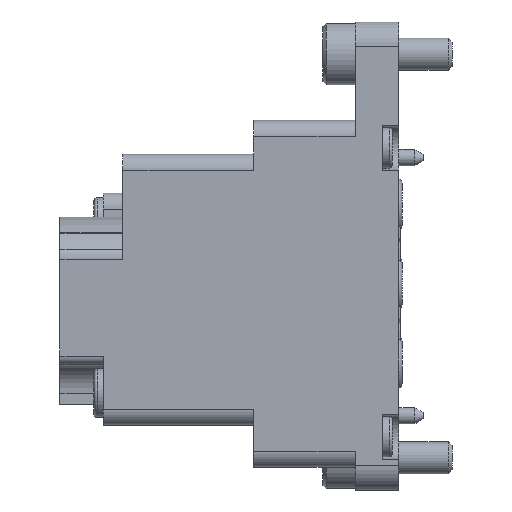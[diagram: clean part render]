
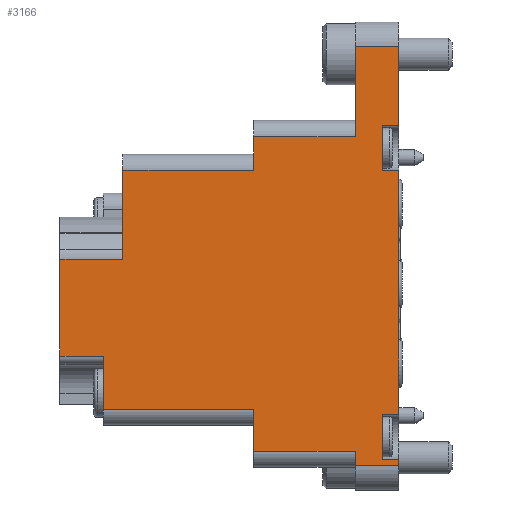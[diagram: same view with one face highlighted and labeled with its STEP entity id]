
A CAD part, left-side view. The second image highlights one B-rep face of the part: STEP entity #3166.
In plain terms, the highlighted planar face has unit normal (-1, 0, 0).
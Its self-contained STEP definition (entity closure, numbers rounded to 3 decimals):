
#121=LINE('',#4783,#414);
#131=LINE('',#4815,#424);
#134=LINE('',#4823,#427);
#135=LINE('',#4833,#428);
#136=LINE('',#4835,#429);
#137=LINE('',#4837,#430);
#138=LINE('',#4839,#431);
#139=LINE('',#4840,#432);
#140=LINE('',#4842,#433);
#141=LINE('',#4844,#434);
#142=LINE('',#4846,#435);
#143=LINE('',#4848,#436);
#144=LINE('',#4850,#437);
#145=LINE('',#4852,#438);
#146=LINE('',#4854,#439);
#147=LINE('',#4856,#440);
#148=LINE('',#4858,#441);
#149=LINE('',#4860,#442);
#150=LINE('',#4862,#443);
#151=LINE('',#4864,#444);
#152=LINE('',#4866,#445);
#153=LINE('',#4868,#446);
#154=LINE('',#4869,#447);
#155=LINE('',#4871,#448);
#414=VECTOR('',#3773,1000.);
#424=VECTOR('',#3795,1000.);
#427=VECTOR('',#3800,1000.);
#428=VECTOR('',#3811,1000.);
#429=VECTOR('',#3812,1000.);
#430=VECTOR('',#3813,1000.);
#431=VECTOR('',#3814,1000.);
#432=VECTOR('',#3815,1000.);
#433=VECTOR('',#3816,1000.);
#434=VECTOR('',#3817,1000.);
#435=VECTOR('',#3818,1000.);
#436=VECTOR('',#3819,1000.);
#437=VECTOR('',#3820,1000.);
#438=VECTOR('',#3821,1000.);
#439=VECTOR('',#3822,1000.);
#440=VECTOR('',#3823,1000.);
#441=VECTOR('',#3824,1000.);
#442=VECTOR('',#3825,1000.);
#443=VECTOR('',#3826,1000.);
#444=VECTOR('',#3827,1000.);
#445=VECTOR('',#3828,1000.);
#446=VECTOR('',#3829,1000.);
#447=VECTOR('',#3830,1000.);
#448=VECTOR('',#3831,1000.);
#749=ORIENTED_EDGE('',*,*,#1669,.T.);
#750=ORIENTED_EDGE('',*,*,#1664,.T.);
#751=ORIENTED_EDGE('',*,*,#1670,.F.);
#752=ORIENTED_EDGE('',*,*,#1671,.T.);
#753=ORIENTED_EDGE('',*,*,#1672,.T.);
#754=ORIENTED_EDGE('',*,*,#1660,.T.);
#755=ORIENTED_EDGE('',*,*,#1673,.F.);
#756=ORIENTED_EDGE('',*,*,#1674,.F.);
#757=ORIENTED_EDGE('',*,*,#1675,.F.);
#758=ORIENTED_EDGE('',*,*,#1676,.F.);
#759=ORIENTED_EDGE('',*,*,#1677,.F.);
#760=ORIENTED_EDGE('',*,*,#1678,.F.);
#761=ORIENTED_EDGE('',*,*,#1679,.T.);
#762=ORIENTED_EDGE('',*,*,#1680,.F.);
#763=ORIENTED_EDGE('',*,*,#1681,.F.);
#764=ORIENTED_EDGE('',*,*,#1682,.F.);
#765=ORIENTED_EDGE('',*,*,#1683,.T.);
#766=ORIENTED_EDGE('',*,*,#1684,.F.);
#767=ORIENTED_EDGE('',*,*,#1685,.T.);
#768=ORIENTED_EDGE('',*,*,#1686,.F.);
#769=ORIENTED_EDGE('',*,*,#1687,.T.);
#770=ORIENTED_EDGE('',*,*,#1644,.T.);
#771=ORIENTED_EDGE('',*,*,#1688,.F.);
#772=ORIENTED_EDGE('',*,*,#1689,.T.);
#1644=EDGE_CURVE('',#2105,#2104,#121,.T.);
#1660=EDGE_CURVE('',#2121,#2120,#131,.T.);
#1664=EDGE_CURVE('',#2101,#2124,#134,.T.);
#1669=EDGE_CURVE('',#2129,#2101,#135,.T.);
#1670=EDGE_CURVE('',#2130,#2124,#136,.T.);
#1671=EDGE_CURVE('',#2130,#2131,#137,.T.);
#1672=EDGE_CURVE('',#2131,#2121,#138,.T.);
#1673=EDGE_CURVE('',#2132,#2120,#139,.T.);
#1674=EDGE_CURVE('',#2133,#2132,#140,.T.);
#1675=EDGE_CURVE('',#2134,#2133,#141,.T.);
#1676=EDGE_CURVE('',#2135,#2134,#142,.T.);
#1677=EDGE_CURVE('',#2136,#2135,#143,.T.);
#1678=EDGE_CURVE('',#2137,#2136,#144,.T.);
#1679=EDGE_CURVE('',#2137,#2138,#145,.T.);
#1680=EDGE_CURVE('',#2139,#2138,#146,.T.);
#1681=EDGE_CURVE('',#2140,#2139,#147,.T.);
#1682=EDGE_CURVE('',#2141,#2140,#148,.T.);
#1683=EDGE_CURVE('',#2141,#2142,#149,.T.);
#1684=EDGE_CURVE('',#2143,#2142,#150,.T.);
#1685=EDGE_CURVE('',#2143,#2144,#151,.T.);
#1686=EDGE_CURVE('',#2145,#2144,#152,.T.);
#1687=EDGE_CURVE('',#2145,#2105,#153,.T.);
#1688=EDGE_CURVE('',#2146,#2104,#154,.T.);
#1689=EDGE_CURVE('',#2146,#2129,#155,.T.);
#2101=VERTEX_POINT('',#4777);
#2104=VERTEX_POINT('',#4782);
#2105=VERTEX_POINT('',#4784);
#2120=VERTEX_POINT('',#4814);
#2121=VERTEX_POINT('',#4816);
#2124=VERTEX_POINT('',#4822);
#2129=VERTEX_POINT('',#4834);
#2130=VERTEX_POINT('',#4836);
#2131=VERTEX_POINT('',#4838);
#2132=VERTEX_POINT('',#4841);
#2133=VERTEX_POINT('',#4843);
#2134=VERTEX_POINT('',#4845);
#2135=VERTEX_POINT('',#4847);
#2136=VERTEX_POINT('',#4849);
#2137=VERTEX_POINT('',#4851);
#2138=VERTEX_POINT('',#4853);
#2139=VERTEX_POINT('',#4855);
#2140=VERTEX_POINT('',#4857);
#2141=VERTEX_POINT('',#4859);
#2142=VERTEX_POINT('',#4861);
#2143=VERTEX_POINT('',#4863);
#2144=VERTEX_POINT('',#4865);
#2145=VERTEX_POINT('',#4867);
#2146=VERTEX_POINT('',#4870);
#2564=EDGE_LOOP('',(#749,#750,#751,#752,#753,#754,#755,#756,#757,#758,#759,
#760,#761,#762,#763,#764,#765,#766,#767,#768,#769,#770,#771,#772));
#2812=FACE_BOUND('',#2564,.T.);
#3055=PLANE('',#3401);
#3166=ADVANCED_FACE('',(#2812),#3055,.F.);
#3401=AXIS2_PLACEMENT_3D('',#4832,#3809,#3810);
#3773=DIRECTION('',(0.,0.,1.));
#3795=DIRECTION('',(0.,0.,1.));
#3800=DIRECTION('',(0.,0.,1.));
#3809=DIRECTION('',(1.,0.,0.));
#3810=DIRECTION('',(0.,0.,-1.));
#3811=DIRECTION('',(0.,-1.,0.));
#3812=DIRECTION('',(0.,-1.,0.));
#3813=DIRECTION('',(0.,0.,1.));
#3814=DIRECTION('',(0.,-1.,0.));
#3815=DIRECTION('',(0.,-1.,0.));
#3816=DIRECTION('',(0.,0.,1.));
#3817=DIRECTION('',(0.,-1.,0.));
#3818=DIRECTION('',(0.,0.,1.));
#3819=DIRECTION('',(0.,-1.,0.));
#3820=DIRECTION('',(0.,0.,1.));
#3821=DIRECTION('',(0.,1.,0.));
#3822=DIRECTION('',(0.,0.,1.));
#3823=DIRECTION('',(0.,1.,0.));
#3824=DIRECTION('',(0.,0.,1.));
#3825=DIRECTION('',(0.,-1.,0.));
#3826=DIRECTION('',(0.,0.,1.));
#3827=DIRECTION('',(0.,-1.,0.));
#3828=DIRECTION('',(0.,0.,1.));
#3829=DIRECTION('',(0.,-1.,0.));
#3830=DIRECTION('',(0.,-1.,0.));
#3831=DIRECTION('',(0.,0.,1.));
#4777=CARTESIAN_POINT('',(-5.,0.,-9.8));
#4782=CARTESIAN_POINT('',(-5.,0.,-12.6));
#4783=CARTESIAN_POINT('',(-5.,0.,-14.5));
#4784=CARTESIAN_POINT('',(-5.,0.,-13.));
#4814=CARTESIAN_POINT('',(-5.,0.,13.));
#4815=CARTESIAN_POINT('',(-5.,0.,-14.5));
#4816=CARTESIAN_POINT('',(-5.,0.,8.1));
#4822=CARTESIAN_POINT('',(-5.,0.,5.3));
#4823=CARTESIAN_POINT('',(-5.,0.,-14.5));
#4832=CARTESIAN_POINT('',(-5.,2.7,-14.5));
#4833=CARTESIAN_POINT('',(-5.,1.,-9.8));
#4834=CARTESIAN_POINT('',(-5.,1.,-9.8));
#4835=CARTESIAN_POINT('',(-5.,1.,5.3));
#4836=CARTESIAN_POINT('',(-5.,1.,5.3));
#4837=CARTESIAN_POINT('',(-5.,1.,5.3));
#4838=CARTESIAN_POINT('',(-5.,1.,8.1));
#4839=CARTESIAN_POINT('',(-5.,1.,8.1));
#4840=CARTESIAN_POINT('',(-5.,2.7,13.));
#4841=CARTESIAN_POINT('',(-5.,2.7,13.));
#4842=CARTESIAN_POINT('',(-5.,2.7,-14.5));
#4843=CARTESIAN_POINT('',(-5.,2.7,7.4));
#4844=CARTESIAN_POINT('',(-5.,9.,7.4));
#4845=CARTESIAN_POINT('',(-5.,9.,7.4));
#4846=CARTESIAN_POINT('',(-5.,9.,-14.1));
#4847=CARTESIAN_POINT('',(-5.,9.,5.3));
#4848=CARTESIAN_POINT('',(-5.,21.,5.3));
#4849=CARTESIAN_POINT('',(-5.,17.1,5.3));
#4850=CARTESIAN_POINT('',(-5.,17.1,-0.2));
#4851=CARTESIAN_POINT('',(-5.,17.1,-0.2));
#4852=CARTESIAN_POINT('',(-5.,17.1,-0.2));
#4853=CARTESIAN_POINT('',(-5.,21.,-0.2));
#4854=CARTESIAN_POINT('',(-5.,21.,-10.5));
#4855=CARTESIAN_POINT('',(-5.,21.,-6.2));
#4856=CARTESIAN_POINT('',(-5.,18.3,-6.2));
#4857=CARTESIAN_POINT('',(-5.,18.3,-6.2));
#4858=CARTESIAN_POINT('',(-5.,18.3,-10.5));
#4859=CARTESIAN_POINT('',(-5.,18.3,-9.5));
#4860=CARTESIAN_POINT('',(-5.,21.,-9.5));
#4861=CARTESIAN_POINT('',(-5.,9.,-9.5));
#4862=CARTESIAN_POINT('',(-5.,9.,-14.1));
#4863=CARTESIAN_POINT('',(-5.,9.,-12.1));
#4864=CARTESIAN_POINT('',(-5.,9.,-12.1));
#4865=CARTESIAN_POINT('',(-5.,2.7,-12.1));
#4866=CARTESIAN_POINT('',(-5.,2.7,-14.5));
#4867=CARTESIAN_POINT('',(-5.,2.7,-13.));
#4868=CARTESIAN_POINT('',(-5.,2.7,-13.));
#4869=CARTESIAN_POINT('',(-5.,1.,-12.6));
#4870=CARTESIAN_POINT('',(-5.,1.,-12.6));
#4871=CARTESIAN_POINT('',(-5.,1.,-12.6));
